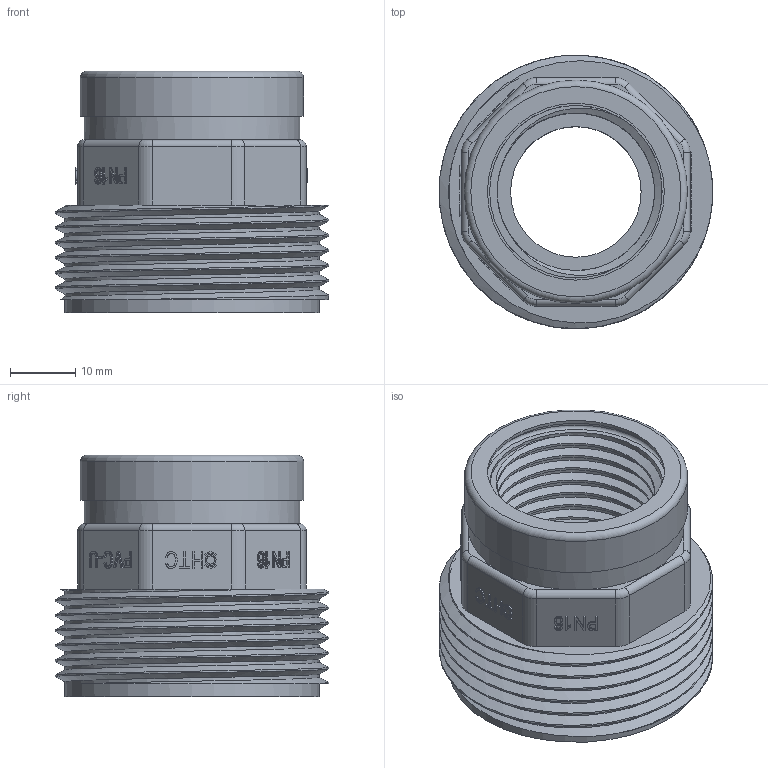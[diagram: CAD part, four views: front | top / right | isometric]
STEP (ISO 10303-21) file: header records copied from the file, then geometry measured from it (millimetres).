
FILE_DESCRIPTION(/* description */ (''),/* implementation_level */ '2;1');
FILE_NAME(/* name */ 'AFX600.SIG.025.step',/* time_stamp */ '2026-01-07T09:20:30+01:00',/* author */ (''),/* organization */ (''),/* preprocessor_version */ 'ST-DEVELOPER v20.1',/* originating_system */ 'Autodesk Translation Framework v14.21.0.0',/* authorisation */ '');
FILE_SCHEMA (('AUTOMOTIVE_DESIGN { 1 0 10303 214 3 1 1 }'));
Length unit declared in the file: millimetre
Products named in the file (1): 2026-01-07-08-16-46-582
Bounding box: 41.87 x 41.91 x 37 mm (x, y, z)
Volume: 23961.1 mm3; surface area: 13462.1 mm2
Topology: 2 solids, 2 shells, 451 faces, 1200 edges, 791 vertices
Faces by surface type: plane 229, bspline 147, cylinder 63, torus 12
Full cylindrical faces by diameter (mm): 1.243 x1, 1.657 x1, 20 x1, 24 x1, 24.117 x6, 26.441 x7, 27.1 x1, 29 x1, 32 x1, 33 x1, 33.2 x1, 34.2 x1, 38.952 x6, 41.91 x6
Entity records: 20937 total; most frequent: CARTESIAN_POINT 10686, ORIENTED_EDGE 2400, DIRECTION 1565, EDGE_CURVE 1200, VERTEX_POINT 791, LINE 741, VECTOR 741, EDGE_LOOP 493
